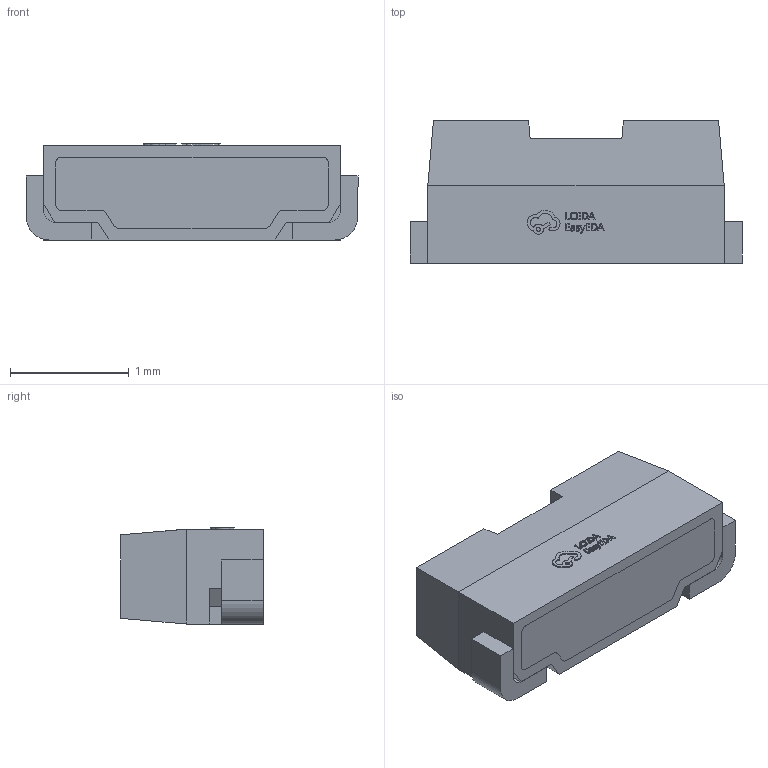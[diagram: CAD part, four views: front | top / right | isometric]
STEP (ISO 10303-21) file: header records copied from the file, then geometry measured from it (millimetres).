
FILE_DESCRIPTION (( 'STEP AP214' ), '1' );
FILE_NAME ('LED-SMD_2P-L2.5-W1.2-H0.8-LS2.8.step', '2022-07-08T11:51:58', ( '' ), ( '' ), 'SwSTEP 2.0', 'SolidWorks 2020', '' );
FILE_SCHEMA (( 'AUTOMOTIVE_DESIGN' ));
Length unit declared in the file: millimetre
Products named in the file (1): LED-SMD_2P-L2.5-W1.2-H0.8-LS2.8
Bounding box: 2.8 x 1.2 x 0.81 mm (x, y, z)
Volume: 2.3 mm3; surface area: 13.6 mm2
Topology: 3 solids, 3 shells, 330 faces, 903 edges, 606 vertices
Faces by surface type: plane 214, bspline 112, cylinder 4
Entity records: 15253 total; most frequent: CARTESIAN_POINT 3944, ORIENTED_EDGE 1806, DIRECTION 1129, EDGE_CURVE 903, LINE 659, VECTOR 659, VERTEX_POINT 606, EDGE_LOOP 357
